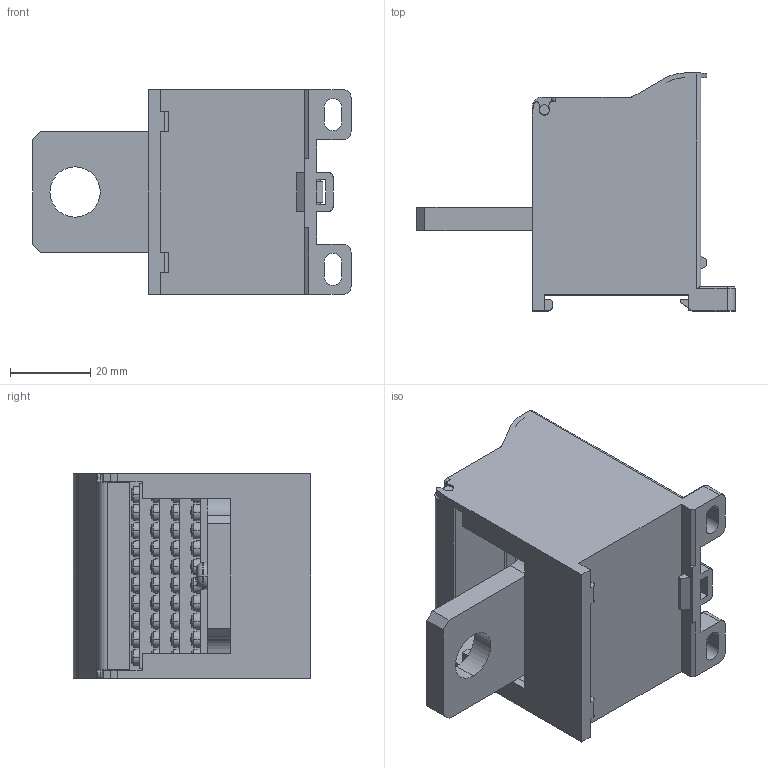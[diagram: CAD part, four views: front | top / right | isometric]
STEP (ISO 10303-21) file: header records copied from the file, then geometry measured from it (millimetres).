
FILE_DESCRIPTION((''),'2;1');
FILE_NAME('5YB576372_ASM','2023-11-29T',('dell'),(''),'PRO/ENGINEER BY PARAMETRIC TECHNOLOGY CORPORATION, 2013230','PRO/ENGINEER BY PARAMETRIC TECHNOLOGY CORPORATION, 2013230','');
FILE_SCHEMA(('AUTOMOTIVE_DESIGN { 1 0 10303 214 1 1 1 1 }'));
Products named in the file (1): 5YB576372_ASM
Bounding box: 79.2 x 59.2 x 51 mm (x, y, z)
Volume: 72225.5 mm3; surface area: 39436.2 mm2
Topology: 1 solids, 45 shells, 1460 faces, 4421 edges, 2891 vertices
Faces by surface type: cylinder 579, plane 417, cone 370, sphere 84, torus 10
Entity records: 63335 total; most frequent: CARTESIAN_POINT 14964, ORIENTED_EDGE 8156, DIRECTION 7967, EDGE_CURVE 4319, AXIS2_PLACEMENT_3D 3195, VERTEX_POINT 2891, PRESENTATION_STYLE_ASSIGNMENT 1736, STYLED_ITEM 1736
